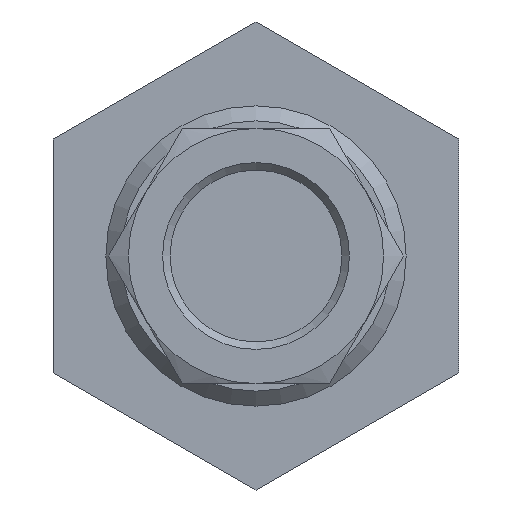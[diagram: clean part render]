
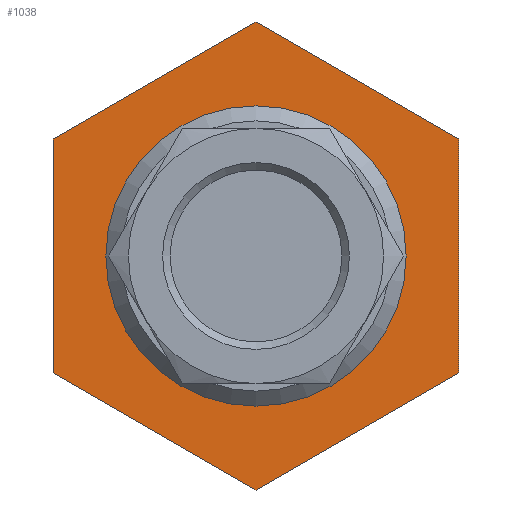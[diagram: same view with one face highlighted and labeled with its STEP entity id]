
A CAD part, front view. The second image highlights one B-rep face of the part: STEP entity #1038.
In plain terms, the highlighted planar face has unit normal (0, -1, 0).
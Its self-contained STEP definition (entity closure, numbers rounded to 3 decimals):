
#73=FACE_BOUND('',#391,.T.);
#92=CIRCLE('',#1132,10.);
#155=PLANE('',#1131);
#201=LINE('',#20751,#265);
#202=LINE('',#20753,#266);
#203=LINE('',#20755,#267);
#204=LINE('',#20757,#268);
#205=LINE('',#20759,#269);
#206=LINE('',#20760,#270);
#265=VECTOR('',#1302,15.588);
#266=VECTOR('',#1303,15.588);
#267=VECTOR('',#1304,15.588);
#268=VECTOR('',#1305,15.588);
#269=VECTOR('',#1306,15.588);
#270=VECTOR('',#1307,15.588);
#320=FACE_OUTER_BOUND('',#390,.T.);
#390=EDGE_LOOP('',(#776,#777,#778,#779,#780,#781));
#391=EDGE_LOOP('',(#782));
#484=VERTEX_POINT('',#20749);
#485=VERTEX_POINT('',#20750);
#486=VERTEX_POINT('',#20752);
#487=VERTEX_POINT('',#20754);
#488=VERTEX_POINT('',#20756);
#489=VERTEX_POINT('',#20758);
#490=VERTEX_POINT('',#20761);
#596=EDGE_CURVE('',#484,#485,#201,.T.);
#597=EDGE_CURVE('',#485,#486,#202,.T.);
#598=EDGE_CURVE('',#486,#487,#203,.T.);
#599=EDGE_CURVE('',#487,#488,#204,.T.);
#600=EDGE_CURVE('',#488,#489,#205,.T.);
#601=EDGE_CURVE('',#489,#484,#206,.T.);
#602=EDGE_CURVE('',#490,#490,#92,.T.);
#776=ORIENTED_EDGE('',*,*,#596,.T.);
#777=ORIENTED_EDGE('',*,*,#597,.T.);
#778=ORIENTED_EDGE('',*,*,#598,.T.);
#779=ORIENTED_EDGE('',*,*,#599,.T.);
#780=ORIENTED_EDGE('',*,*,#600,.T.);
#781=ORIENTED_EDGE('',*,*,#601,.T.);
#782=ORIENTED_EDGE('',*,*,#602,.F.);
#1038=ADVANCED_FACE('',(#320,#73),#155,.F.);
#1131=AXIS2_PLACEMENT_3D('',#20748,#1300,#1301);
#1132=AXIS2_PLACEMENT_3D('',#20762,#1308,#1309);
#1300=DIRECTION('center_axis',(0.,1.,0.));
#1301=DIRECTION('ref_axis',(1.,0.,0.));
#1302=DIRECTION('',(0.866,0.,0.5));
#1303=DIRECTION('',(0.,0.,1.));
#1304=DIRECTION('',(-0.866,0.,0.5));
#1305=DIRECTION('',(-0.866,0.,-0.5));
#1306=DIRECTION('',(0.,0.,-1.));
#1307=DIRECTION('',(0.866,0.,-0.5));
#1308=DIRECTION('center_axis',(0.,-1.,0.));
#1309=DIRECTION('ref_axis',(1.,0.,0.));
#20748=CARTESIAN_POINT('Origin',(0.,115.3,0.));
#20749=CARTESIAN_POINT('',(0.,115.3,-15.588));
#20750=CARTESIAN_POINT('',(13.5,115.3,-7.794));
#20751=CARTESIAN_POINT('',(0.,115.3,-15.588));
#20752=CARTESIAN_POINT('',(13.5,115.3,7.794));
#20753=CARTESIAN_POINT('',(13.5,115.3,-7.794));
#20754=CARTESIAN_POINT('',(0.,115.3,15.588));
#20755=CARTESIAN_POINT('',(13.5,115.3,7.794));
#20756=CARTESIAN_POINT('',(-13.5,115.3,7.794));
#20757=CARTESIAN_POINT('',(0.,115.3,15.588));
#20758=CARTESIAN_POINT('',(-13.5,115.3,-7.794));
#20759=CARTESIAN_POINT('',(-13.5,115.3,7.794));
#20760=CARTESIAN_POINT('',(-13.5,115.3,-7.794));
#20761=CARTESIAN_POINT('',(-10.,115.3,0.));
#20762=CARTESIAN_POINT('Origin',(0.,115.3,0.));
